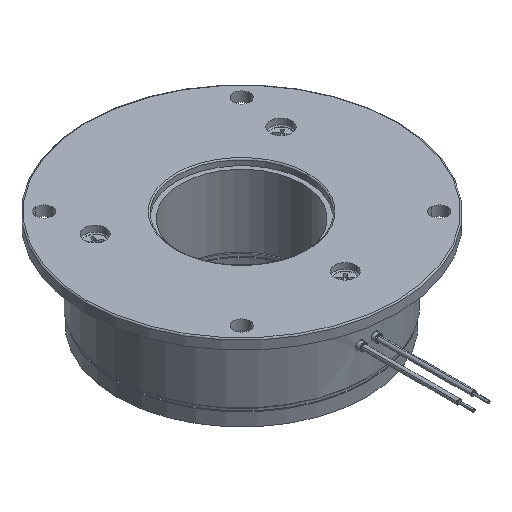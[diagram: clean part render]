
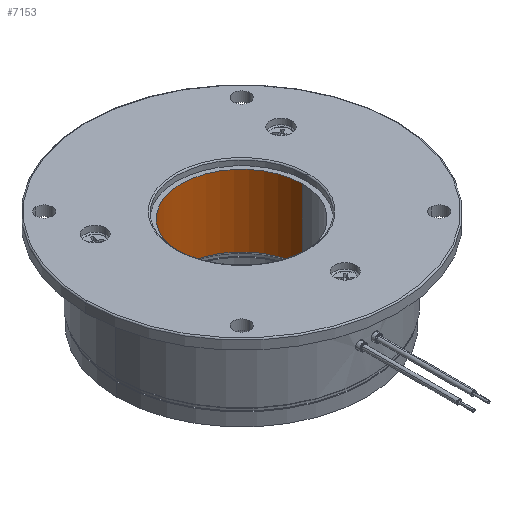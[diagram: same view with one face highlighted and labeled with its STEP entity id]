
A CAD part, isometric view. The second image highlights one B-rep face of the part: STEP entity #7153.
In plain terms, the highlighted cylindrical face has radius 24.25 mm (diameter 48.5 mm), a partial arc.
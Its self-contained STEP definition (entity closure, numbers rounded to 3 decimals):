
#220 = VERTEX_POINT ( 'NONE', #5612 ) ;
#319 = VERTEX_POINT ( 'NONE', #5103 ) ;
#400 = ORIENTED_EDGE ( 'NONE', *, *, #3533, .F. ) ;
#700 = LINE ( 'NONE', #3725, #7932 ) ;
#1164 = CARTESIAN_POINT ( 'NONE',  ( -24.25, 0., -31.15 ) ) ;
#1287 = CARTESIAN_POINT ( 'NONE',  ( -24.25, 0., -2.5 ) ) ;
#1320 = DIRECTION ( 'NONE',  ( 1., 0., 0. ) ) ;
#1640 = EDGE_CURVE ( 'NONE', #319, #220, #700, .T. ) ;
#1683 = CIRCLE ( 'NONE', #4535, 24.25 ) ;
#3071 = VECTOR ( 'NONE', #6268, 1000. ) ;
#3095 = EDGE_LOOP ( 'NONE', ( #400, #7719, #8498, #8917 ) ) ;
#3296 = VERTEX_POINT ( 'NONE', #1287 ) ;
#3533 = EDGE_CURVE ( 'NONE', #6626, #3296, #4118, .T. ) ;
#3725 = CARTESIAN_POINT ( 'NONE',  ( 24.25, 0., 3.745 ) ) ;
#4118 = LINE ( 'NONE', #6418, #3071 ) ;
#4161 = DIRECTION ( 'NONE',  ( 0., 0., 1. ) ) ;
#4205 = EDGE_CURVE ( 'NONE', #220, #3296, #1683, .T. ) ;
#4206 = FACE_OUTER_BOUND ( 'NONE', #3095, .T. ) ;
#4535 = AXIS2_PLACEMENT_3D ( 'NONE', #4970, #4161, #4881 ) ;
#4881 = DIRECTION ( 'NONE',  ( 1., 0., 0. ) ) ;
#4970 = CARTESIAN_POINT ( 'NONE',  ( 0., 0., -2.5 ) ) ;
#5103 = CARTESIAN_POINT ( 'NONE',  ( 24.25, 0., -31.15 ) ) ;
#5612 = CARTESIAN_POINT ( 'NONE',  ( 24.25, 0., -2.5 ) ) ;
#6141 = CIRCLE ( 'NONE', #7275, 24.25 ) ;
#6268 = DIRECTION ( 'NONE',  ( 0., 0., 1. ) ) ;
#6409 = DIRECTION ( 'NONE',  ( 0., 0., 1. ) ) ;
#6418 = CARTESIAN_POINT ( 'NONE',  ( -24.25, 0., 3.745 ) ) ;
#6506 = CARTESIAN_POINT ( 'NONE',  ( 0., 0., 3.745 ) ) ;
#6626 = VERTEX_POINT ( 'NONE', #1164 ) ;
#6722 = DIRECTION ( 'NONE',  ( 0., 0., 1. ) ) ;
#6867 = EDGE_CURVE ( 'NONE', #319, #6626, #6141, .T. ) ;
#7153 = ADVANCED_FACE ( 'NONE', ( #4206 ), #7918, .F. ) ;
#7206 = AXIS2_PLACEMENT_3D ( 'NONE', #6506, #6409, #1320 ) ;
#7275 = AXIS2_PLACEMENT_3D ( 'NONE', #7685, #8493, #7785 ) ;
#7685 = CARTESIAN_POINT ( 'NONE',  ( 0., 0., -31.15 ) ) ;
#7719 = ORIENTED_EDGE ( 'NONE', *, *, #6867, .F. ) ;
#7785 = DIRECTION ( 'NONE',  ( 1., 0., 0. ) ) ;
#7918 = CYLINDRICAL_SURFACE ( 'NONE', #7206, 24.25 ) ;
#7932 = VECTOR ( 'NONE', #6722, 1000. ) ;
#8493 = DIRECTION ( 'NONE',  ( 0., 0., 1. ) ) ;
#8498 = ORIENTED_EDGE ( 'NONE', *, *, #1640, .T. ) ;
#8917 = ORIENTED_EDGE ( 'NONE', *, *, #4205, .T. ) ;
